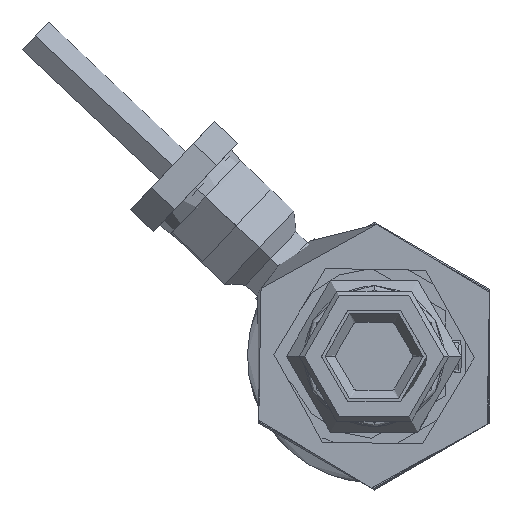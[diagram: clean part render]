
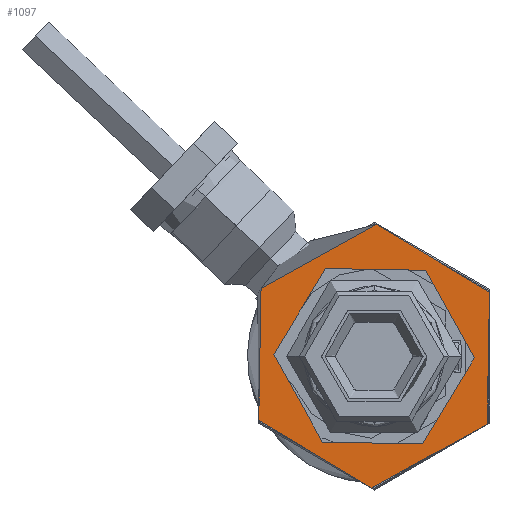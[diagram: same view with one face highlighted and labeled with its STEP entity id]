
A CAD part, left-side view. The second image highlights one B-rep face of the part: STEP entity #1097.
In plain terms, the highlighted face is planar.
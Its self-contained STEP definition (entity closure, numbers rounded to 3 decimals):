
#1097=ADVANCED_FACE('0:72',(#2052,#2053),#2054,.T.);
#2052=FACE_OUTER_BOUND('',#2998,.T.);
#2053=FACE_BOUND('',#2999,.T.);
#2054=PLANE('',#3000);
#2998=EDGE_LOOP('',(#5132,#5133));
#2999=EDGE_LOOP('',(#5134,#5135));
#3000=AXIS2_PLACEMENT_3D('',#5136,#5137,#5138);
#5132=ORIENTED_EDGE('',*,*,#6490,.T.);
#5133=ORIENTED_EDGE('',*,*,#6575,.T.);
#5134=ORIENTED_EDGE('',*,*,#6591,.T.);
#5135=ORIENTED_EDGE('',*,*,#6464,.T.);
#5136=CARTESIAN_POINT('',(0.0,0.0,0.0));
#5137=DIRECTION('',(0.0,0.0,1.0));
#5138=DIRECTION('',(1.0,-0.0,0.0));
#6464=EDGE_CURVE('',#7872,#7874,#7876,.T.);
#6490=EDGE_CURVE('0:129',#7914,#7912,#7915,.T.);
#6575=EDGE_CURVE('',#7912,#7914,#8021,.T.);
#6591=EDGE_CURVE('0:111',#7874,#7872,#8038,.T.);
#7872=VERTEX_POINT('',#10362);
#7874=VERTEX_POINT('',#10365);
#7876=CIRCLE('',#10368,9.5);
#7912=VERTEX_POINT('',#10428);
#7914=VERTEX_POINT('',#10431);
#7915=CIRCLE('',#10432,12.5);
#8021=CIRCLE('',#10628,12.5);
#8038=CIRCLE('',#10688,9.5);
#10362=CARTESIAN_POINT('',(0.,9.5,0.0));
#10365=CARTESIAN_POINT('',(0.,-9.5,0.0));
#10368=AXIS2_PLACEMENT_3D('',#11898,#11899,#11900);
#10428=CARTESIAN_POINT('',(12.5,0.,0.0));
#10431=CARTESIAN_POINT('',(-12.5,0.,0.0));
#10432=AXIS2_PLACEMENT_3D('',#11937,#11938,#11939);
#10628=AXIS2_PLACEMENT_3D('',#12021,#12022,#12023);
#10688=AXIS2_PLACEMENT_3D('',#12033,#12034,#12035);
#11898=CARTESIAN_POINT('',(0.0,0.0,0.0));
#11899=DIRECTION('',(0.0,0.0,-1.0));
#11900=DIRECTION('',(0.0,1.0,0.0));
#11937=CARTESIAN_POINT('',(0.0,0.0,0.0));
#11938=DIRECTION('',(0.0,0.0,1.0));
#11939=DIRECTION('',(1.0,0.0,-0.0));
#12021=CARTESIAN_POINT('',(0.0,0.0,0.0));
#12022=DIRECTION('',(0.0,0.0,1.0));
#12023=DIRECTION('',(1.0,0.0,-0.0));
#12033=CARTESIAN_POINT('',(0.0,0.0,0.0));
#12034=DIRECTION('',(0.0,0.0,-1.0));
#12035=DIRECTION('',(0.0,1.0,0.0));
